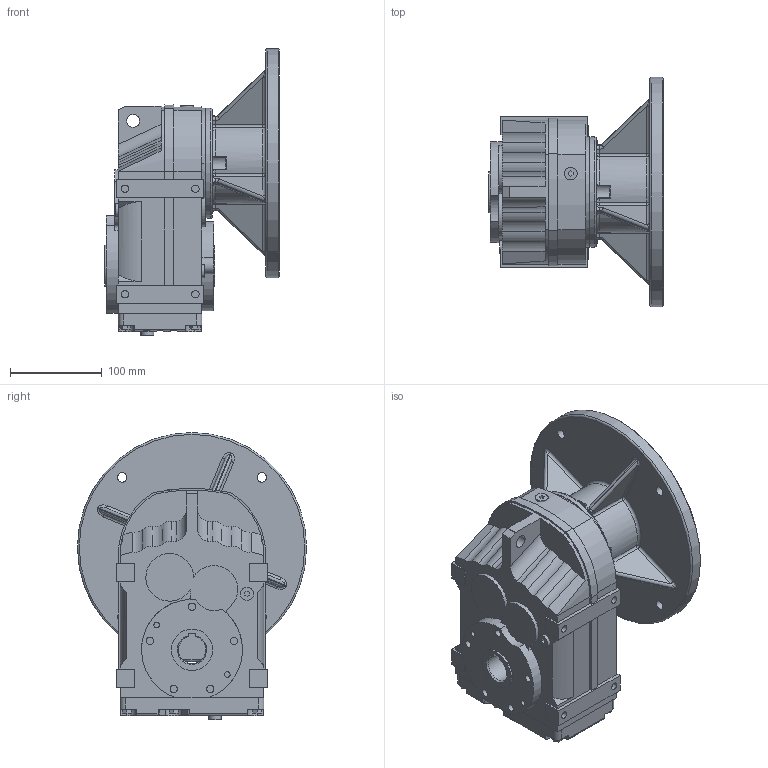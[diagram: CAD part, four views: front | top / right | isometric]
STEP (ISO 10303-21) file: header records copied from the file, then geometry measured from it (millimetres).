
FILE_DESCRIPTION(('STEP AP203'), '1');
FILE_NAME('凎劌膷闉 FA 37', '', ('UNSPECIFIED'), ('UNSPECIFIED'), 'ASCON STEP Converter 1.3', 'ASCON Math Kernel', '');
FILE_SCHEMA(('CONFIG_CONTROL_DESIGN'));
Length unit declared in the file: millimetre
Products named in the file (11): Bohrungen Abdeckhaube Antrieb 2; Bohrungen Abdeckhaube Antrieb 2_1; Verschlussbohrungen B-Seite_10; Bohrungen Abdeckhaube Antrieb 2_2; Bohrungen Abdeckhaube Antrieb 2_3; Bohrungen Abdeckhaube Antrieb 2_4; Bohrungen Abdeckhaube Antrieb 2_5; Bohrungen Abdeckhaube Antrieb 2_6; Bohrungen Abdeckhaube Antrieb 2_7
Assembly tree (10 placements, depth 2):
  (unnamed)
    Bohrungen Abdeckhaube Antrieb 2
    Bohrungen Abdeckhaube Antrieb 2_1
    Verschlussbohrungen B-Seite_10
    (unnamed)
    Bohrungen Abdeckhaube Antrieb 2_2
    Bohrungen Abdeckhaube Antrieb 2_3
    Bohrungen Abdeckhaube Antrieb 2_4
    Bohrungen Abdeckhaube Antrieb 2_5
    Bohrungen Abdeckhaube Antrieb 2_6
    Bohrungen Abdeckhaube Antrieb 2_7
Bounding box: 190.5 x 250 x 313 mm (x, y, z)
Volume: 4060033.4 mm3; surface area: 408832.7 mm2
Topology: 10 solids, 10 shells, 606 faces, 1472 edges, 908 vertices
Faces by surface type: plane 293, cylinder 176, bspline 74, torus 42, cone 21
Full cylindrical faces by diameter (mm): 6 x4, 7 x4, 8 x12, 10.25 x4, 12 x1, 14 x7, 45 x2, 62 x1, 68 x1, 75 x3, 76 x1, 78 x1, 80 x1, 82 x1, 85 x1, 120 x1, 178 x1, 180 x1, 250 x1
Entity records: 27677 total; most frequent: CARTESIAN_POINT 8725, ORIENTED_EDGE 2764, DIRECTION 2722, EDGE_CURVE 1382, AXIS2_PLACEMENT_3D 979, VERTEX_POINT 908, LINE 764, VECTOR 764
